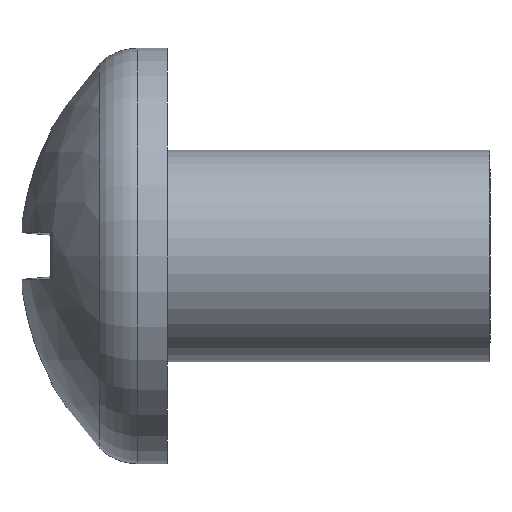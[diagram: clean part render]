
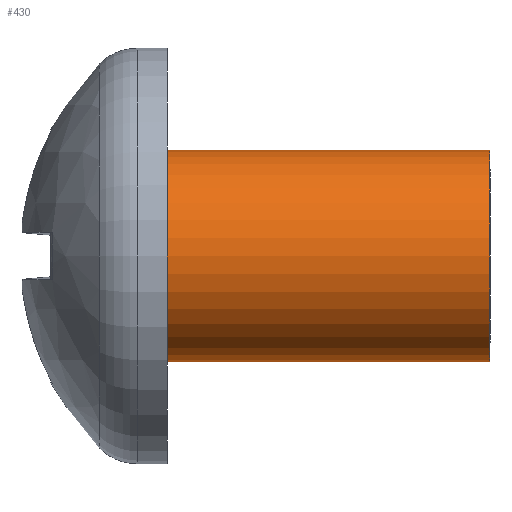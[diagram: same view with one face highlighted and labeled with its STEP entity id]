
A CAD part, front view. The second image highlights one B-rep face of the part: STEP entity #430.
In plain terms, the highlighted cylindrical face has radius 2.083 mm (diameter 4.166 mm), a full revolution.
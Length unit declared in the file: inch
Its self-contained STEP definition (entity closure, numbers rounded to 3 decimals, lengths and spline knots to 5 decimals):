
#79=CYLINDRICAL_SURFACE('',#462,0.082);
#82=FACE_BOUND('',#118,.T.);
#88=FACE_OUTER_BOUND('',#117,.T.);
#117=EDGE_LOOP('',(#289));
#118=EDGE_LOOP('',(#290));
#149=CIRCLE('',#460,0.082);
#151=CIRCLE('',#463,0.082);
#175=VERTEX_POINT('',#633);
#177=VERTEX_POINT('',#638);
#221=EDGE_CURVE('',#175,#175,#149,.T.);
#223=EDGE_CURVE('',#177,#177,#151,.T.);
#289=ORIENTED_EDGE('',*,*,#223,.T.);
#290=ORIENTED_EDGE('',*,*,#221,.F.);
#430=ADVANCED_FACE('',(#88,#82),#79,.T.);
#460=AXIS2_PLACEMENT_3D('',#634,#517,#518);
#462=AXIS2_PLACEMENT_3D('',#637,#521,#522);
#463=AXIS2_PLACEMENT_3D('',#639,#523,#524);
#517=DIRECTION('center_axis',(1.,0.,0.));
#518=DIRECTION('ref_axis',(0.,-1.,0.));
#521=DIRECTION('center_axis',(1.,0.,0.));
#522=DIRECTION('ref_axis',(0.,1.,0.));
#523=DIRECTION('center_axis',(1.,0.,0.));
#524=DIRECTION('ref_axis',(0.,1.,0.));
#633=CARTESIAN_POINT('',(0.25,0.082,0.));
#634=CARTESIAN_POINT('Origin',(0.25,0.,0.));
#637=CARTESIAN_POINT('Origin',(0.15972,0.,0.));
#638=CARTESIAN_POINT('',(0.,0.082,0.));
#639=CARTESIAN_POINT('Origin',(0.,0.,0.));
